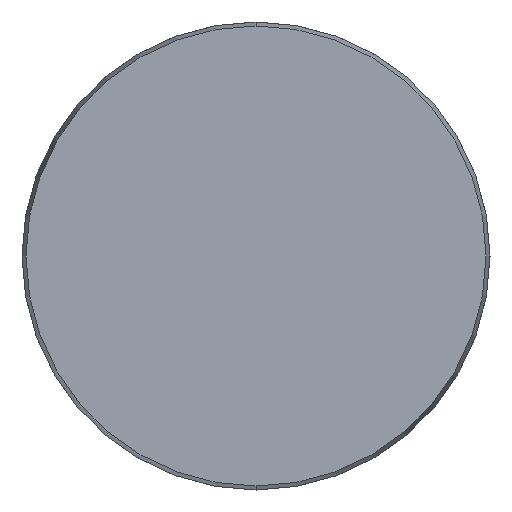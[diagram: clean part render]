
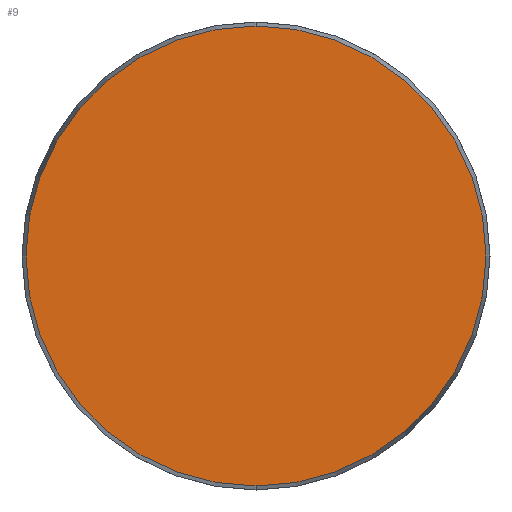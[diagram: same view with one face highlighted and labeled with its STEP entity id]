
A CAD part, front view. The second image highlights one B-rep face of the part: STEP entity #9.
In plain terms, the highlighted planar face has unit normal (0, -1, 0).
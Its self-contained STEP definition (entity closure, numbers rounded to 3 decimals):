
#9 = ADVANCED_FACE ( 'NONE', ( #233 ), #239, .F. ) ;
#64 = VERTEX_POINT ( 'NONE', #685 ) ;
#125 = CIRCLE ( 'NONE', #236, 49.143 ) ;
#140 = VERTEX_POINT ( 'NONE', #209 ) ;
#166 = AXIS2_PLACEMENT_3D ( 'NONE', #351, #533, #275 ) ;
#173 = DIRECTION ( 'NONE',  ( 0., 1., 0. ) ) ;
#209 = CARTESIAN_POINT ( 'NONE',  ( 0., 0., 49.143 ) ) ;
#233 = FACE_OUTER_BOUND ( 'NONE', #776, .T. ) ;
#236 = AXIS2_PLACEMENT_3D ( 'NONE', #243, #366, #371 ) ;
#239 = PLANE ( 'NONE',  #535 ) ;
#243 = CARTESIAN_POINT ( 'NONE',  ( 0., 0., 0. ) ) ;
#275 = DIRECTION ( 'NONE',  ( 0., 0., -1. ) ) ;
#351 = CARTESIAN_POINT ( 'NONE',  ( 0., 0., 0. ) ) ;
#361 = EDGE_CURVE ( 'NONE', #140, #64, #381, .T. ) ;
#366 = DIRECTION ( 'NONE',  ( 0., -1., 0. ) ) ;
#371 = DIRECTION ( 'NONE',  ( 0., 0., -1. ) ) ;
#381 = CIRCLE ( 'NONE', #166, 49.143 ) ;
#482 = EDGE_CURVE ( 'NONE', #64, #140, #125, .T. ) ;
#533 = DIRECTION ( 'NONE',  ( 0., -1., 0. ) ) ;
#535 = AXIS2_PLACEMENT_3D ( 'NONE', #746, #173, #680 ) ;
#615 = ORIENTED_EDGE ( 'NONE', *, *, #361, .T. ) ;
#680 = DIRECTION ( 'NONE',  ( 0., 0., 1. ) ) ;
#685 = CARTESIAN_POINT ( 'NONE',  ( 0., 0., -49.143 ) ) ;
#722 = ORIENTED_EDGE ( 'NONE', *, *, #482, .T. ) ;
#746 = CARTESIAN_POINT ( 'NONE',  ( -49.143, 0., 0. ) ) ;
#776 = EDGE_LOOP ( 'NONE', ( #615, #722 ) ) ;
